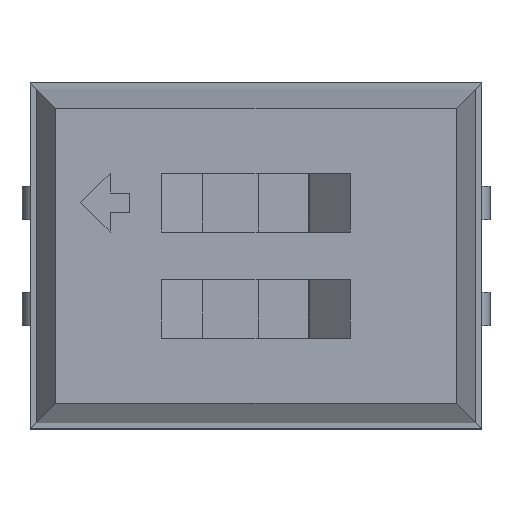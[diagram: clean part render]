
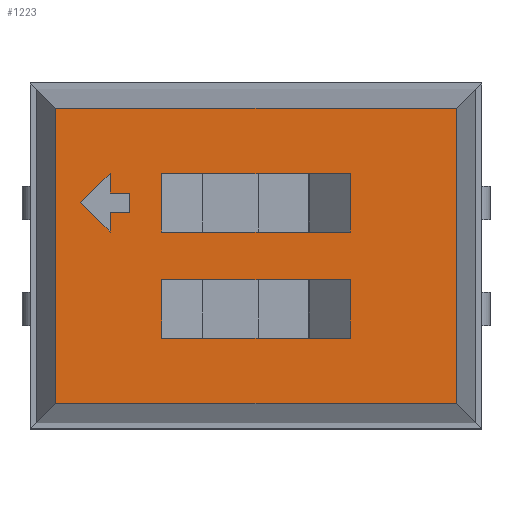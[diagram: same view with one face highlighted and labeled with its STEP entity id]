
A CAD part, top view. The second image highlights one B-rep face of the part: STEP entity #1223.
In plain terms, the highlighted planar face has unit normal (0, 0, 1).
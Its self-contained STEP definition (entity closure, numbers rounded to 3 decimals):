
#27=VECTOR('',#28,1.);
#28=DIRECTION('',(1.,0.,0.));
#51=VECTOR('',#52,1.);
#52=DIRECTION('',(0.,1.,0.));
#60=VECTOR('',#61,1.);
#61=DIRECTION('',(0.,-1.,0.));
#108=VECTOR('',#109,1.);
#109=DIRECTION('',(-1.,0.,0.));
#156=DIRECTION('',(0.,0.,-1.));
#1173=VERTEX_POINT('',#1174);
#1174=CARTESIAN_POINT('',(2.397,-1.767,2.4));
#1176=ORIENTED_EDGE('',*,*,#1177,.F.);
#1177=EDGE_CURVE('',#1178,#1173,#1180,.T.);
#1178=VERTEX_POINT('',#1179);
#1179=CARTESIAN_POINT('',(-2.397,-1.767,2.4));
#1180=LINE('',#1179,#27);
#1215=VERTEX_POINT('',#1216);
#1216=CARTESIAN_POINT('',(2.397,1.767,2.4));
#1218=ORIENTED_EDGE('',*,*,#1219,.F.);
#1219=EDGE_CURVE('',#1173,#1215,#1220,.T.);
#1220=LINE('',#1174,#51);
#1223=ADVANCED_FACE('',(#1224,#1234,#1275,#1297),#1319,.F.);
#1224=FACE_BOUND('',#1225,.F.);
#1225=EDGE_LOOP('',(#1218,#1176,#1226,#1231));
#1226=ORIENTED_EDGE('',*,*,#1227,.F.);
#1227=EDGE_CURVE('',#1228,#1178,#1230,.T.);
#1228=VERTEX_POINT('',#1229);
#1229=CARTESIAN_POINT('',(-2.397,1.767,2.4));
#1230=LINE('',#1229,#60);
#1231=ORIENTED_EDGE('',*,*,#1232,.F.);
#1232=EDGE_CURVE('',#1215,#1228,#1233,.T.);
#1233=LINE('',#1216,#108);
#1234=FACE_BOUND('',#1235,.F.);
#1235=EDGE_LOOP('',(#1236,#1243,#1248,#1255,#1262,#1267,#1272));
#1236=ORIENTED_EDGE('',*,*,#1237,.T.);
#1237=EDGE_CURVE('',#1238,#1240,#1242,.T.);
#1238=VERTEX_POINT('',#1239);
#1239=CARTESIAN_POINT('',(-1.513,0.752,2.4));
#1240=VERTEX_POINT('',#1241);
#1241=CARTESIAN_POINT('',(-1.747,0.752,2.4));
#1242=LINE('',#1239,#108);
#1243=ORIENTED_EDGE('',*,*,#1244,.T.);
#1244=EDGE_CURVE('',#1240,#1245,#1247,.T.);
#1245=VERTEX_POINT('',#1246);
#1246=CARTESIAN_POINT('',(-1.747,0.985,2.4));
#1247=LINE('',#1241,#51);
#1248=ORIENTED_EDGE('',*,*,#1249,.T.);
#1249=EDGE_CURVE('',#1245,#1250,#1252,.T.);
#1250=VERTEX_POINT('',#1251);
#1251=CARTESIAN_POINT('',(-2.097,0.635,2.4));
#1252=LINE('',#1246,#1253);
#1253=VECTOR('',#1254,1.);
#1254=DIRECTION('',(-0.707,-0.707,0.));
#1255=ORIENTED_EDGE('',*,*,#1256,.T.);
#1256=EDGE_CURVE('',#1250,#1257,#1259,.T.);
#1257=VERTEX_POINT('',#1258);
#1258=CARTESIAN_POINT('',(-1.747,0.285,2.4));
#1259=LINE('',#1251,#1260);
#1260=VECTOR('',#1261,1.);
#1261=DIRECTION('',(0.707,-0.707,0.));
#1262=ORIENTED_EDGE('',*,*,#1263,.T.);
#1263=EDGE_CURVE('',#1257,#1264,#1266,.T.);
#1264=VERTEX_POINT('',#1265);
#1265=CARTESIAN_POINT('',(-1.747,0.518,2.4));
#1266=LINE('',#1258,#51);
#1267=ORIENTED_EDGE('',*,*,#1268,.T.);
#1268=EDGE_CURVE('',#1264,#1269,#1271,.T.);
#1269=VERTEX_POINT('',#1270);
#1270=CARTESIAN_POINT('',(-1.513,0.518,2.4));
#1271=LINE('',#1265,#27);
#1272=ORIENTED_EDGE('',*,*,#1273,.T.);
#1273=EDGE_CURVE('',#1269,#1238,#1274,.T.);
#1274=LINE('',#1270,#51);
#1275=FACE_BOUND('',#1276,.F.);
#1276=EDGE_LOOP('',(#1277,#1284,#1289,#1294));
#1277=ORIENTED_EDGE('',*,*,#1278,.T.);
#1278=EDGE_CURVE('',#1279,#1281,#1283,.T.);
#1279=VERTEX_POINT('',#1280);
#1280=CARTESIAN_POINT('',(1.125,-0.985,2.4));
#1281=VERTEX_POINT('',#1282);
#1282=CARTESIAN_POINT('',(1.125,-0.285,2.4));
#1283=LINE('',#1280,#51);
#1284=ORIENTED_EDGE('',*,*,#1285,.T.);
#1285=EDGE_CURVE('',#1281,#1286,#1288,.T.);
#1286=VERTEX_POINT('',#1287);
#1287=CARTESIAN_POINT('',(-1.125,-0.285,2.4));
#1288=LINE('',#1282,#108);
#1289=ORIENTED_EDGE('',*,*,#1290,.T.);
#1290=EDGE_CURVE('',#1286,#1291,#1293,.T.);
#1291=VERTEX_POINT('',#1292);
#1292=CARTESIAN_POINT('',(-1.125,-0.985,2.4));
#1293=LINE('',#1287,#60);
#1294=ORIENTED_EDGE('',*,*,#1295,.T.);
#1295=EDGE_CURVE('',#1291,#1279,#1296,.T.);
#1296=LINE('',#1292,#27);
#1297=FACE_BOUND('',#1298,.F.);
#1298=EDGE_LOOP('',(#1299,#1306,#1311,#1316));
#1299=ORIENTED_EDGE('',*,*,#1300,.T.);
#1300=EDGE_CURVE('',#1301,#1303,#1305,.T.);
#1301=VERTEX_POINT('',#1302);
#1302=CARTESIAN_POINT('',(-1.125,0.985,2.4));
#1303=VERTEX_POINT('',#1304);
#1304=CARTESIAN_POINT('',(-1.125,0.285,2.4));
#1305=LINE('',#1302,#60);
#1306=ORIENTED_EDGE('',*,*,#1307,.T.);
#1307=EDGE_CURVE('',#1303,#1308,#1310,.T.);
#1308=VERTEX_POINT('',#1309);
#1309=CARTESIAN_POINT('',(1.125,0.285,2.4));
#1310=LINE('',#1304,#27);
#1311=ORIENTED_EDGE('',*,*,#1312,.T.);
#1312=EDGE_CURVE('',#1308,#1313,#1315,.T.);
#1313=VERTEX_POINT('',#1314);
#1314=CARTESIAN_POINT('',(1.125,0.985,2.4));
#1315=LINE('',#1309,#51);
#1316=ORIENTED_EDGE('',*,*,#1317,.T.);
#1317=EDGE_CURVE('',#1313,#1301,#1318,.T.);
#1318=LINE('',#1314,#108);
#1319=PLANE('',#1320);
#1320=AXIS2_PLACEMENT_3D('',#1174,#156,#1321);
#1321=DIRECTION('',(-0.805,0.593,0.));
